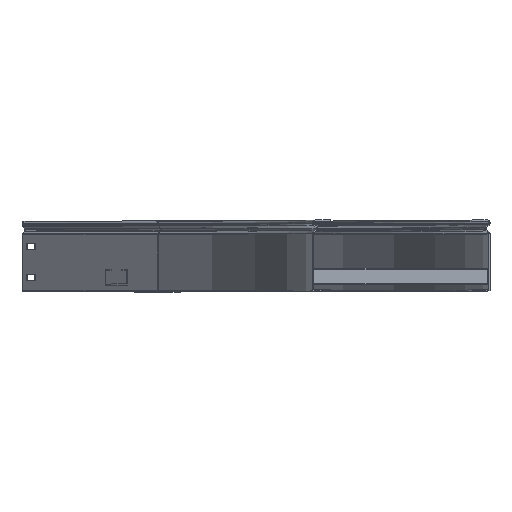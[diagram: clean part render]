
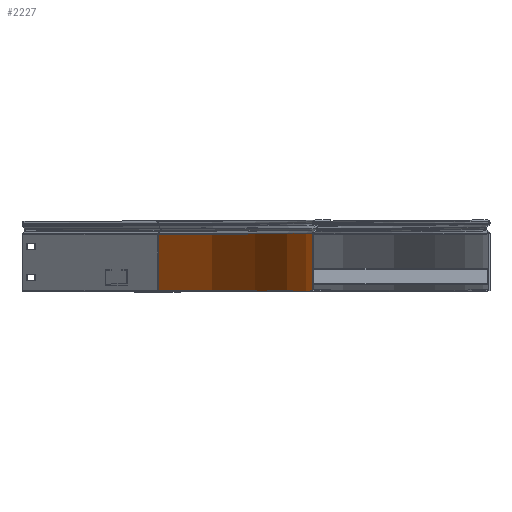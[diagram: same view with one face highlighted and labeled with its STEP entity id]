
A CAD part, top view. The second image highlights one B-rep face of the part: STEP entity #2227.
In plain terms, the highlighted cylindrical face has radius 600 mm (diameter 1200 mm), a partial arc.
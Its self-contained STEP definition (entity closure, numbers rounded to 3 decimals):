
#393 = DIRECTION ( 'NONE',  ( 0., 0., 1. ) ) ;
#488 = VECTOR ( 'NONE', #5976, 1000. ) ;
#683 = LINE ( 'NONE', #4524, #7017 ) ;
#817 = VERTEX_POINT ( 'NONE', #2817 ) ;
#1032 = CIRCLE ( 'NONE', #1970, 600. ) ;
#1331 = VERTEX_POINT ( 'NONE', #7242 ) ;
#1596 = VERTEX_POINT ( 'NONE', #6403 ) ;
#1617 = DIRECTION ( 'NONE',  ( 0., 1., 0. ) ) ;
#1672 = CARTESIAN_POINT ( 'NONE',  ( 0., 0., 0. ) ) ;
#1918 = EDGE_CURVE ( 'NONE', #6020, #817, #6193, .T. ) ;
#1970 = AXIS2_PLACEMENT_3D ( 'NONE', #7145, #4704, #7088 ) ;
#2105 = ORIENTED_EDGE ( 'NONE', *, *, #5493, .T. ) ;
#2188 = AXIS2_PLACEMENT_3D ( 'NONE', #6743, #7395, #6161 ) ;
#2227 = ADVANCED_FACE ( 'NONE', ( #3157 ), #4111, .F. ) ;
#2761 = ORIENTED_EDGE ( 'NONE', *, *, #7155, .T. ) ;
#2817 = CARTESIAN_POINT ( 'NONE',  ( 424.264, 65.525, -424.264 ) ) ;
#3157 = FACE_OUTER_BOUND ( 'NONE', #5929, .T. ) ;
#3582 = ORIENTED_EDGE ( 'NONE', *, *, #5647, .F. ) ;
#4083 = ORIENTED_EDGE ( 'NONE', *, *, #1918, .T. ) ;
#4111 = CYLINDRICAL_SURFACE ( 'NONE', #4676, 600. ) ;
#4387 = LINE ( 'NONE', #6585, #488 ) ;
#4524 = CARTESIAN_POINT ( 'NONE',  ( 424.264, 2.2, -424.264 ) ) ;
#4676 = AXIS2_PLACEMENT_3D ( 'NONE', #1672, #1617, #393 ) ;
#4704 = DIRECTION ( 'NONE',  ( 0., -1., 0. ) ) ;
#5029 = DIRECTION ( 'NONE',  ( 0., 1., 0. ) ) ;
#5493 = EDGE_CURVE ( 'NONE', #1596, #6020, #4387, .T. ) ;
#5647 = EDGE_CURVE ( 'NONE', #1331, #817, #683, .T. ) ;
#5929 = EDGE_LOOP ( 'NONE', ( #2105, #4083, #3582, #2761 ) ) ;
#5976 = DIRECTION ( 'NONE',  ( 0., 1., 0. ) ) ;
#6020 = VERTEX_POINT ( 'NONE', #7741 ) ;
#6161 = DIRECTION ( 'NONE',  ( 0., 0., 1. ) ) ;
#6193 = CIRCLE ( 'NONE', #2188, 600. ) ;
#6403 = CARTESIAN_POINT ( 'NONE',  ( 600., 0., 0. ) ) ;
#6585 = CARTESIAN_POINT ( 'NONE',  ( 600., 2.2, 0. ) ) ;
#6743 = CARTESIAN_POINT ( 'NONE',  ( 0., 65.525, 0. ) ) ;
#7017 = VECTOR ( 'NONE', #5029, 1000. ) ;
#7088 = DIRECTION ( 'NONE',  ( 1., 0., 0. ) ) ;
#7145 = CARTESIAN_POINT ( 'NONE',  ( 0., 0., 0. ) ) ;
#7155 = EDGE_CURVE ( 'NONE', #1331, #1596, #1032, .T. ) ;
#7242 = CARTESIAN_POINT ( 'NONE',  ( 424.264, 0., -424.264 ) ) ;
#7395 = DIRECTION ( 'NONE',  ( 0., 1., 0. ) ) ;
#7741 = CARTESIAN_POINT ( 'NONE',  ( 600., 65.525, 0. ) ) ;
